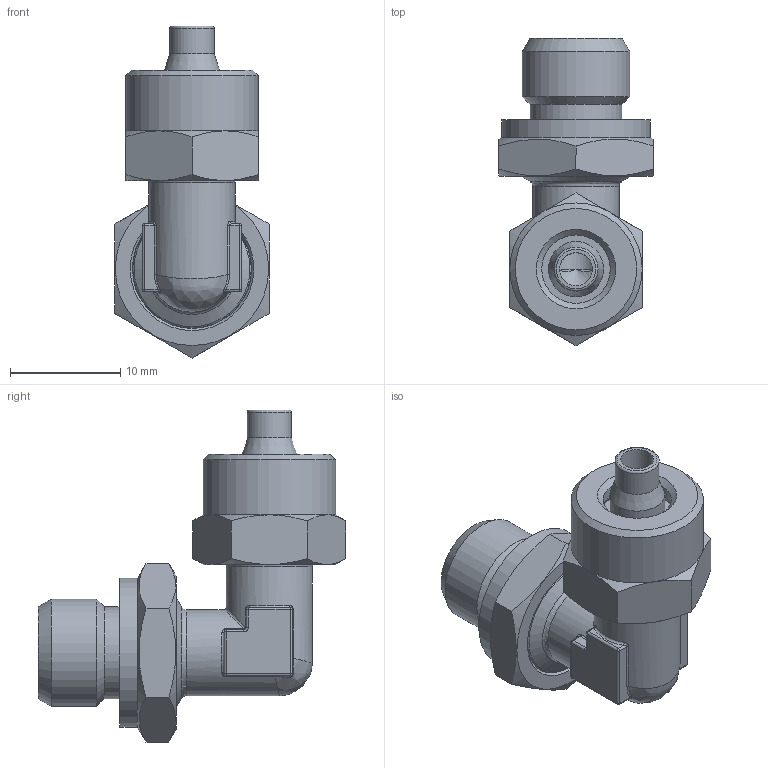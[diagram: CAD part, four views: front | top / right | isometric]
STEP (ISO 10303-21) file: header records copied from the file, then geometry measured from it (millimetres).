
FILE_DESCRIPTION(( 'MC.40.06.14.stp' ), '1');
FILE_NAME( 'MC.40.06.14.stp', '2018-09-19T08:50:01',( 'Sopra'),('sopra-pneumatic.com'), 'SwSTEP 2.0','SolidWorks 2009','' );
FILE_SCHEMA (('AUTOMOTIVE_DESIGN {1 0 10303 214 3 1 1}'));
Length unit declared in the file: millimetre
Products named in the file (6): C154G1864NI; C154G1864CNI; OR2021N; Anello_elastico_�5.5; D17064NI; RGCOR18NI
Assembly tree (5 placements, depth 2):
  C154G1864NI
    C154G1864CNI
    OR2021N
    Anello_elastico_�5.5
    D17064NI
    RGCOR18NI
Bounding box: 14 x 27.88 x 30.08 mm (x, y, z)
Volume: 2831.3 mm3; surface area: 3604.9 mm2
Topology: 5 solids, 5 shells, 176 faces, 382 edges, 211 vertices
Faces by surface type: cylinder 55, plane 44, cone 34, bspline 16, torus 15, sphere 12
Full cylindrical faces by diameter (mm): 3 x1, 4 x2, 4.8 x1, 5 x1, 5.5 x3, 6.2 x1, 7.3 x1, 7.8 x2, 8.2 x1, 8.25 x1, 8.3 x1, 9 x2, 9.728 x1, 10 x1, 10.755 x1, 10.8 x1, 12 x1, 13.5 x1
Entity records: 5864 total; most frequent: CARTESIAN_POINT 1162, DIRECTION 724, ORIENTED_EDGE 610, AXIS2_PLACEMENT_3D 324, EDGE_CURVE 305, FACE_BOUND 242, EDGE_LOOP 241, VERTEX_POINT 199
